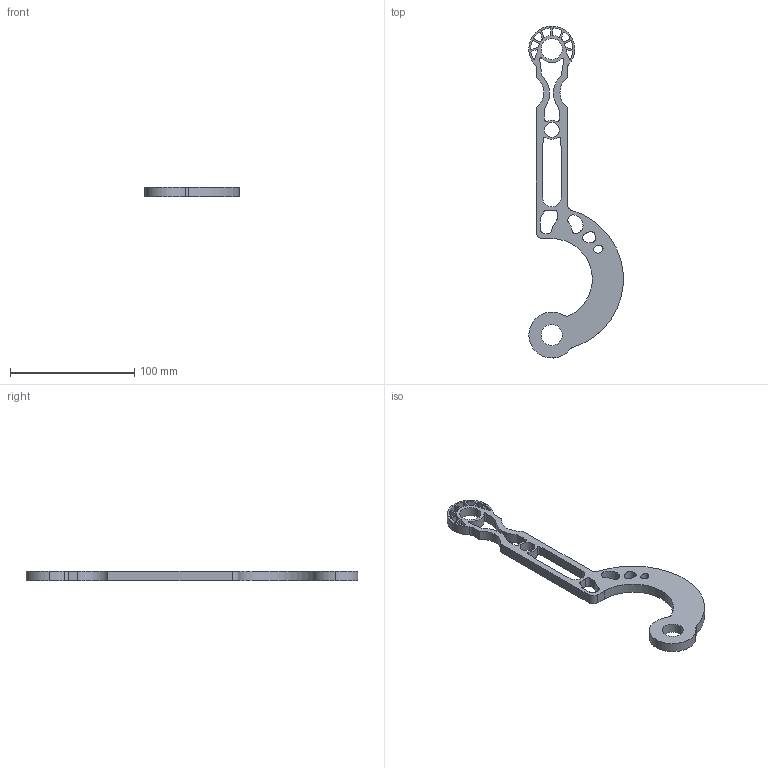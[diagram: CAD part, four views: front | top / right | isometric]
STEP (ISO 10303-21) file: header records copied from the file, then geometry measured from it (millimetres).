
FILE_DESCRIPTION (( 'STEP AP214' ), '1' );
FILE_NAME ('Part V0.1 (iteration 3).STEP', '2025-12-11T13:42:20', ( '' ), ( '' ), 'SwSTEP 2.0', 'SolidWorks 2025', '' );
FILE_SCHEMA (( 'AUTOMOTIVE_DESIGN' ));
Length unit declared in the file: millimetre
Products named in the file (1): Part V0.1 (iteration 3)
Bounding box: 75.86 x 266.96 x 8 mm (x, y, z)
Volume: 44599.2 mm3; surface area: 22640.8 mm2
Topology: 1 solids, 1 shells, 144 faces, 426 edges, 284 vertices
Faces by surface type: cylinder 94, plane 42, bspline 8
Entity records: 5081 total; most frequent: CARTESIAN_POINT 1003, DIRECTION 872, ORIENTED_EDGE 852, EDGE_CURVE 426, AXIS2_PLACEMENT_3D 325, VERTEX_POINT 284, VECTOR 222, LINE 222
